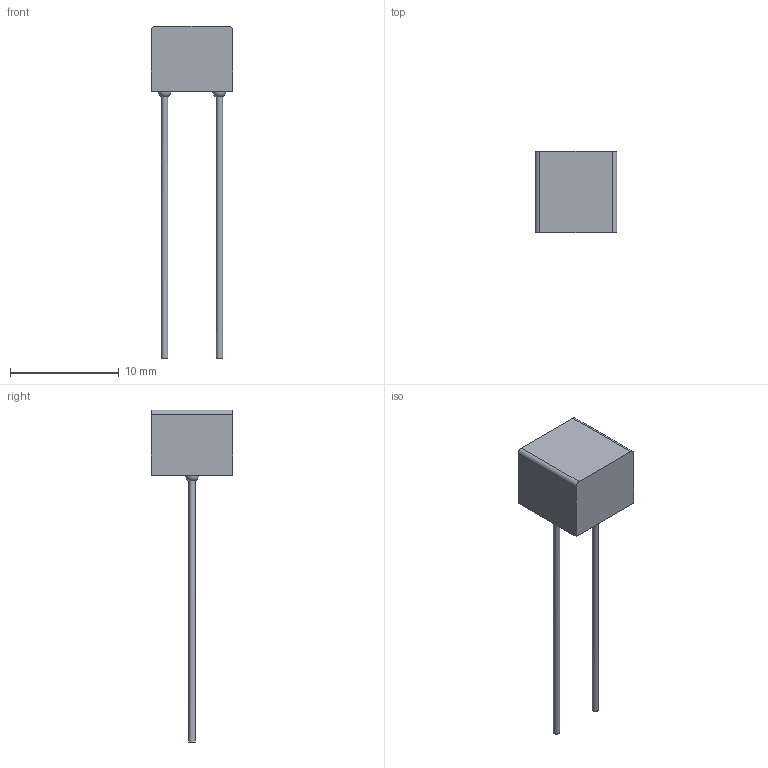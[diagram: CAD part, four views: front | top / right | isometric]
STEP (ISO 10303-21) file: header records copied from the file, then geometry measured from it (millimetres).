
FILE_DESCRIPTION(('FreeCAD Model'),'2;1');
FILE_NAME('A54.step','2020-04-27T12:51:53',('Author'),(''), 'Open CASCADE STEP processor 7.3','FreeCAD','Unknown');
FILE_SCHEMA(('AUTOMOTIVE_DESIGN { 1 0 10303 214 1 1 1 1 }'));
Length unit declared in the file: millimetre
Products named in the file (3): body; right; left
Bounding box: 7.5 x 7.5 x 30.5 mm (x, y, z)
Volume: 351.4 mm3; surface area: 387 mm2
Topology: 3 solids, 3 shells, 16 faces, 28 edges, 18 vertices
Faces by surface type: plane 10, cylinder 4, sphere 2
Full cylindrical faces by diameter (mm): 0.6 x2
Entity records: 1135 total; most frequent: CARTESIAN_POINT 383, DIRECTION 119, LINE 60, VECTOR 60, ORIENTED_EDGE 56, PCURVE 56, DEFINITIONAL_REPRESENTATION 56, EDGE_CURVE 28
